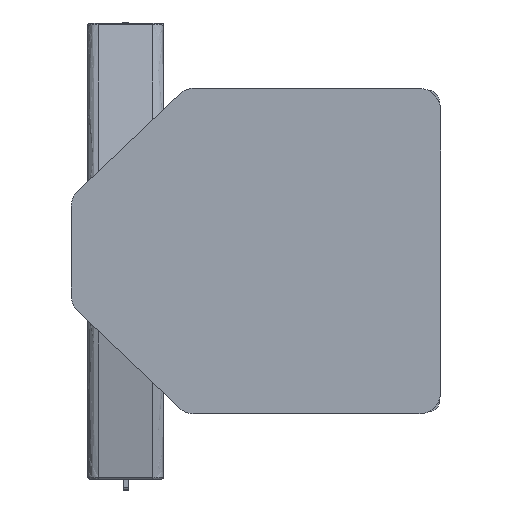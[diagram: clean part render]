
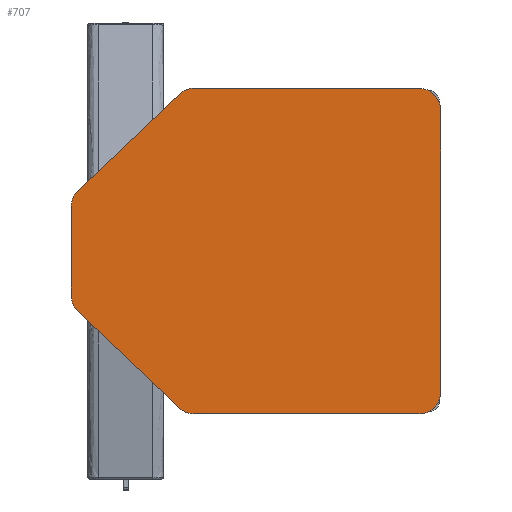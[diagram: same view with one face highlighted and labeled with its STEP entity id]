
A CAD part, front view. The second image highlights one B-rep face of the part: STEP entity #707.
In plain terms, the highlighted free-form (B-spline) face has degree [1, 1] with [2, 2] control points.
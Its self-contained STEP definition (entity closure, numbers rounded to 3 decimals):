
#476 = VERTEX_POINT('',#477);
#477 = CARTESIAN_POINT('',(138.052,0.,230.086));
#492 = VERTEX_POINT('',#493);
#493 = CARTESIAN_POINT('',(-178.876,0.,230.086));
#498 = EDGE_CURVE('',#492,#476,#499,.T.);
#499 = B_SPLINE_CURVE_WITH_KNOTS('',1,(#500,#501),.UNSPECIFIED.,.F.,.F.,
  (2,2),(-287.801,-25.4),.PIECEWISE_BEZIER_KNOTS.);
#500 = CARTESIAN_POINT('',(-178.876,0.,230.086));
#501 = CARTESIAN_POINT('',(138.052,0.,230.086));
#512 = VERTEX_POINT('',#513);
#513 = CARTESIAN_POINT('',(168.73,0.,-199.408));
#528 = VERTEX_POINT('',#529);
#529 = CARTESIAN_POINT('',(168.73,0.,199.408));
#534 = EDGE_CURVE('',#528,#512,#535,.T.);
#535 = B_SPLINE_CURVE_WITH_KNOTS('',1,(#536,#537),.UNSPECIFIED.,.F.,.F.,
  (2,2),(25.4,355.6),.PIECEWISE_BEZIER_KNOTS.);
#536 = CARTESIAN_POINT('',(168.73,0.,199.408));
#537 = CARTESIAN_POINT('',(168.73,0.,-199.408));
#548 = VERTEX_POINT('',#549);
#549 = CARTESIAN_POINT('',(-178.876,0.,-230.086));
#564 = VERTEX_POINT('',#565);
#565 = CARTESIAN_POINT('',(138.052,0.,-230.086));
#570 = EDGE_CURVE('',#564,#548,#571,.T.);
#571 = B_SPLINE_CURVE_WITH_KNOTS('',1,(#572,#573),.UNSPECIFIED.,.F.,.F.,
  (2,2),(25.4,287.801),.PIECEWISE_BEZIER_KNOTS.);
#572 = CARTESIAN_POINT('',(138.052,0.,-230.086));
#573 = CARTESIAN_POINT('',(-178.876,0.,-230.086));
#707 = ADVANCED_FACE('',(#708),#776,.F.);
#708 = FACE_BOUND('',#709,.T.);
#709 = EDGE_LOOP('',(#710,#719,#727,#734,#740,#741,#747,#748,#754,#755,
    #763,#770));
#710 = ORIENTED_EDGE('',*,*,#711,.F.);
#711 = EDGE_CURVE('',#712,#714,#716,.T.);
#712 = VERTEX_POINT('',#713);
#713 = CARTESIAN_POINT('',(-352.798,0.,-63.537));
#714 = VERTEX_POINT('',#715);
#715 = CARTESIAN_POINT('',(-352.798,0.,63.537));
#716 = B_SPLINE_CURVE_WITH_KNOTS('',1,(#717,#718),.UNSPECIFIED.,.F.,.F.,
  (2,2),(137.895,243.105),.PIECEWISE_BEZIER_KNOTS.);
#717 = CARTESIAN_POINT('',(-352.798,0.,-63.537));
#718 = CARTESIAN_POINT('',(-352.798,0.,63.537));
#719 = ORIENTED_EDGE('',*,*,#720,.T.);
#720 = EDGE_CURVE('',#712,#721,#723,.T.);
#721 = VERTEX_POINT('',#722);
#722 = CARTESIAN_POINT('',(-343.233,0.,-85.795));
#723 = ( BOUNDED_CURVE() B_SPLINE_CURVE(2,(#724,#725,#726),
.UNSPECIFIED.,.F.,.F.) B_SPLINE_CURVE_WITH_KNOTS((3,3),(1.571,
2.383),.PIECEWISE_BEZIER_KNOTS.) CURVE() 
GEOMETRIC_REPRESENTATION_ITEM() RATIONAL_B_SPLINE_CURVE((1.,
0.919,1.)) REPRESENTATION_ITEM('') );
#724 = CARTESIAN_POINT('',(-352.798,0.,-63.537));
#725 = CARTESIAN_POINT('',(-352.798,0.,-76.721));
#726 = CARTESIAN_POINT('',(-343.233,0.,-85.795));
#727 = ORIENTED_EDGE('',*,*,#728,.T.);
#728 = EDGE_CURVE('',#721,#729,#731,.T.);
#729 = VERTEX_POINT('',#730);
#730 = CARTESIAN_POINT('',(-199.989,0.,-221.666));
#731 = B_SPLINE_CURVE_WITH_KNOTS('',1,(#732,#733),.UNSPECIFIED.,.F.,.F.,
  (2,2),(10.916,174.381),.PIECEWISE_BEZIER_KNOTS.);
#732 = CARTESIAN_POINT('',(-343.233,0.,-85.795));
#733 = CARTESIAN_POINT('',(-199.989,0.,-221.666));
#734 = ORIENTED_EDGE('',*,*,#735,.T.);
#735 = EDGE_CURVE('',#729,#548,#736,.T.);
#736 = ( BOUNDED_CURVE() B_SPLINE_CURVE(2,(#737,#738,#739),
.UNSPECIFIED.,.F.,.F.) B_SPLINE_CURVE_WITH_KNOTS((3,3),(2.383,
3.142),.PIECEWISE_BEZIER_KNOTS.) CURVE() 
GEOMETRIC_REPRESENTATION_ITEM() RATIONAL_B_SPLINE_CURVE((1.,
0.929,1.)) REPRESENTATION_ITEM('') );
#737 = CARTESIAN_POINT('',(-199.989,0.,-221.666));
#738 = CARTESIAN_POINT('',(-191.111,0.,-230.086));
#739 = CARTESIAN_POINT('',(-178.876,0.,-230.086));
#740 = ORIENTED_EDGE('',*,*,#570,.F.);
#741 = ORIENTED_EDGE('',*,*,#742,.T.);
#742 = EDGE_CURVE('',#564,#512,#743,.T.);
#743 = ( BOUNDED_CURVE() B_SPLINE_CURVE(2,(#744,#745,#746),
.UNSPECIFIED.,.F.,.F.) B_SPLINE_CURVE_WITH_KNOTS((3,3),(3.142,
4.712),.PIECEWISE_BEZIER_KNOTS.) CURVE() 
GEOMETRIC_REPRESENTATION_ITEM() RATIONAL_B_SPLINE_CURVE((1.,
0.707,1.)) REPRESENTATION_ITEM('') );
#744 = CARTESIAN_POINT('',(138.052,0.,-230.086));
#745 = CARTESIAN_POINT('',(168.73,0.,-230.086));
#746 = CARTESIAN_POINT('',(168.73,0.,-199.408));
#747 = ORIENTED_EDGE('',*,*,#534,.F.);
#748 = ORIENTED_EDGE('',*,*,#749,.T.);
#749 = EDGE_CURVE('',#528,#476,#750,.T.);
#750 = ( BOUNDED_CURVE() B_SPLINE_CURVE(2,(#751,#752,#753),
.UNSPECIFIED.,.F.,.F.) B_SPLINE_CURVE_WITH_KNOTS((3,3),(4.712,
6.283),.PIECEWISE_BEZIER_KNOTS.) CURVE() 
GEOMETRIC_REPRESENTATION_ITEM() RATIONAL_B_SPLINE_CURVE((1.,
0.707,1.)) REPRESENTATION_ITEM('') );
#751 = CARTESIAN_POINT('',(168.73,0.,199.408));
#752 = CARTESIAN_POINT('',(168.73,0.,230.086));
#753 = CARTESIAN_POINT('',(138.052,0.,230.086));
#754 = ORIENTED_EDGE('',*,*,#498,.F.);
#755 = ORIENTED_EDGE('',*,*,#756,.T.);
#756 = EDGE_CURVE('',#492,#757,#759,.T.);
#757 = VERTEX_POINT('',#758);
#758 = CARTESIAN_POINT('',(-199.989,0.,221.666));
#759 = ( BOUNDED_CURVE() B_SPLINE_CURVE(2,(#760,#761,#762),
.UNSPECIFIED.,.F.,.F.) B_SPLINE_CURVE_WITH_KNOTS((3,3),(0.,
0.759),.PIECEWISE_BEZIER_KNOTS.) CURVE() 
GEOMETRIC_REPRESENTATION_ITEM() RATIONAL_B_SPLINE_CURVE((1.,
0.929,1.)) REPRESENTATION_ITEM('') );
#760 = CARTESIAN_POINT('',(-178.876,0.,230.086));
#761 = CARTESIAN_POINT('',(-191.111,0.,230.086));
#762 = CARTESIAN_POINT('',(-199.989,0.,221.666));
#763 = ORIENTED_EDGE('',*,*,#764,.T.);
#764 = EDGE_CURVE('',#757,#765,#767,.T.);
#765 = VERTEX_POINT('',#766);
#766 = CARTESIAN_POINT('',(-343.233,0.,85.795));
#767 = B_SPLINE_CURVE_WITH_KNOTS('',1,(#768,#769),.UNSPECIFIED.,.F.,.F.,
  (2,2),(-174.381,-10.916),.PIECEWISE_BEZIER_KNOTS.);
#768 = CARTESIAN_POINT('',(-199.989,0.,221.666));
#769 = CARTESIAN_POINT('',(-343.233,0.,85.795));
#770 = ORIENTED_EDGE('',*,*,#771,.T.);
#771 = EDGE_CURVE('',#765,#714,#772,.T.);
#772 = ( BOUNDED_CURVE() B_SPLINE_CURVE(2,(#773,#774,#775),
.UNSPECIFIED.,.F.,.F.) B_SPLINE_CURVE_WITH_KNOTS((3,3),(0.759,
1.571),.PIECEWISE_BEZIER_KNOTS.) CURVE() 
GEOMETRIC_REPRESENTATION_ITEM() RATIONAL_B_SPLINE_CURVE((1.,
0.919,1.)) REPRESENTATION_ITEM('') );
#773 = CARTESIAN_POINT('',(-343.233,0.,85.795));
#774 = CARTESIAN_POINT('',(-352.798,0.,76.721));
#775 = CARTESIAN_POINT('',(-352.798,0.,63.537));
#776 = B_SPLINE_SURFACE_WITH_KNOTS('',1,1,(
    (#777,#778)
    ,(#779,#780
    )),.UNSPECIFIED.,.F.,.F.,.F.,(2,2),(2,2),(-190.5,190.5),(-292.1,
    139.7),.PIECEWISE_BEZIER_KNOTS.);
#777 = CARTESIAN_POINT('',(-352.798,0.,-230.086));
#778 = CARTESIAN_POINT('',(168.73,0.,-230.086));
#779 = CARTESIAN_POINT('',(-352.798,0.,230.086));
#780 = CARTESIAN_POINT('',(168.73,0.,230.086));
